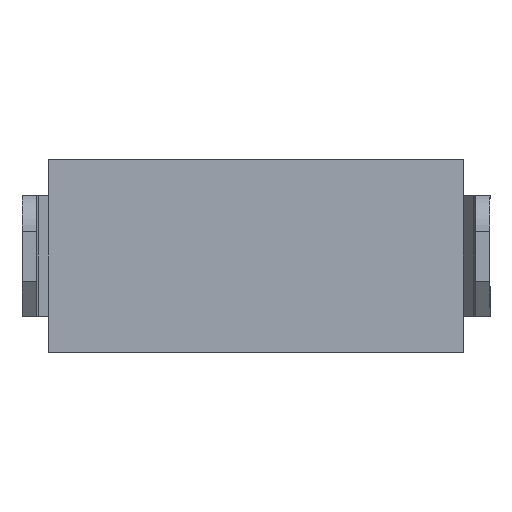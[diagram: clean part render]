
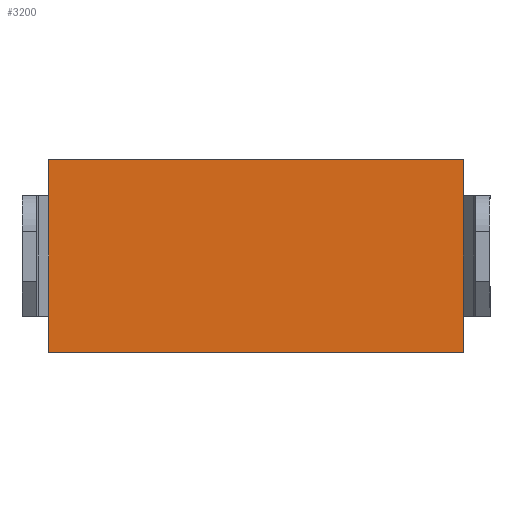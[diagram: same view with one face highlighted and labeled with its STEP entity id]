
A CAD part, front view. The second image highlights one B-rep face of the part: STEP entity #3200.
In plain terms, the highlighted planar face has unit normal (0, -1, 0).
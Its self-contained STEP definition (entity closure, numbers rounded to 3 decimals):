
#2 = VERTEX_POINT ( 'NONE', #2824 ) ;
#465 = ORIENTED_EDGE ( 'NONE', *, *, #4006, .F. ) ;
#749 = CARTESIAN_POINT ( 'NONE',  ( -43., 0., -20. ) ) ;
#779 = CARTESIAN_POINT ( 'NONE',  ( -43., 0., 20. ) ) ;
#850 = DIRECTION ( 'NONE',  ( 0., 0., 1. ) ) ;
#917 = VECTOR ( 'NONE', #5111, 1000. ) ;
#1134 = CARTESIAN_POINT ( 'NONE',  ( 43., 0., 20. ) ) ;
#1155 = ORIENTED_EDGE ( 'NONE', *, *, #3933, .F. ) ;
#1727 = LINE ( 'NONE', #3349, #2530 ) ;
#1895 = ORIENTED_EDGE ( 'NONE', *, *, #4151, .F. ) ;
#1902 = AXIS2_PLACEMENT_3D ( 'NONE', #5579, #5757, #5452 ) ;
#1988 = LINE ( 'NONE', #7088, #917 ) ;
#2530 = VECTOR ( 'NONE', #3336, 1000. ) ;
#2668 = EDGE_LOOP ( 'NONE', ( #7549, #1895, #465, #1155 ) ) ;
#2824 = CARTESIAN_POINT ( 'NONE',  ( -43., 0., 20. ) ) ;
#3200 = ADVANCED_FACE ( 'NONE', ( #6620 ), #5559, .T. ) ;
#3336 = DIRECTION ( 'NONE',  ( -1., 0., 0. ) ) ;
#3349 = CARTESIAN_POINT ( 'NONE',  ( -43., 0., -20. ) ) ;
#3882 = EDGE_CURVE ( 'NONE', #5152, #5336, #1988, .T. ) ;
#3933 = EDGE_CURVE ( 'NONE', #5336, #5303, #1727, .T. ) ;
#3954 = LINE ( 'NONE', #779, #5493 ) ;
#4006 = EDGE_CURVE ( 'NONE', #5303, #2, #3954, .T. ) ;
#4151 = EDGE_CURVE ( 'NONE', #2, #5152, #8002, .T. ) ;
#5111 = DIRECTION ( 'NONE',  ( 0., 0., -1. ) ) ;
#5152 = VERTEX_POINT ( 'NONE', #1134 ) ;
#5303 = VERTEX_POINT ( 'NONE', #749 ) ;
#5336 = VERTEX_POINT ( 'NONE', #7770 ) ;
#5452 = DIRECTION ( 'NONE',  ( 0., 0., -1. ) ) ;
#5493 = VECTOR ( 'NONE', #850, 1000. ) ;
#5554 = CARTESIAN_POINT ( 'NONE',  ( -43., 0., 20. ) ) ;
#5559 = PLANE ( 'NONE',  #1902 ) ;
#5571 = DIRECTION ( 'NONE',  ( 1., 0., 0. ) ) ;
#5579 = CARTESIAN_POINT ( 'NONE',  ( 0., 0., 0. ) ) ;
#5757 = DIRECTION ( 'NONE',  ( 0., -1., 0. ) ) ;
#6620 = FACE_OUTER_BOUND ( 'NONE', #2668, .T. ) ;
#7088 = CARTESIAN_POINT ( 'NONE',  ( 43., 0., 20. ) ) ;
#7549 = ORIENTED_EDGE ( 'NONE', *, *, #3882, .F. ) ;
#7770 = CARTESIAN_POINT ( 'NONE',  ( 43., 0., -20. ) ) ;
#8002 = LINE ( 'NONE', #5554, #8181 ) ;
#8181 = VECTOR ( 'NONE', #5571, 1000. ) ;
